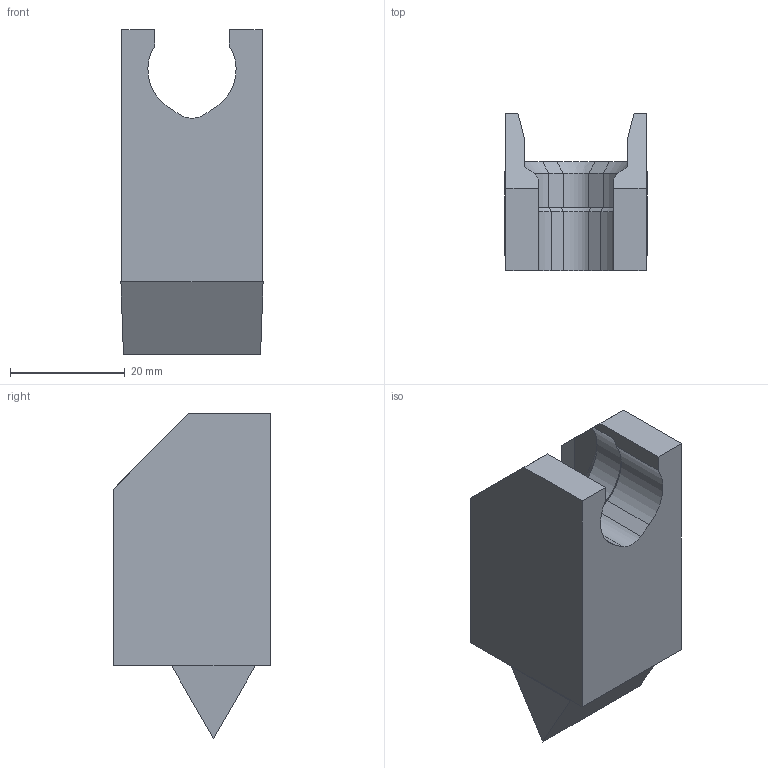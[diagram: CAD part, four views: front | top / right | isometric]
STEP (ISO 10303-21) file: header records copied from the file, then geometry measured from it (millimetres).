
FILE_DESCRIPTION(('FreeCAD Model'),'2;1');
FILE_NAME('Open CASCADE Shape Model','2023-11-21T20:08:17',(''),(''), 'Open CASCADE STEP processor 7.6','FreeCAD','Unknown');
FILE_SCHEMA(('AUTOMOTIVE_DESIGN { 1 0 10303 214 1 1 1 1 }'));
Length unit declared in the file: millimetre
Products named in the file (1): alphatrooper short dart magwell adapter upper block 2D
Bounding box: 24.8 x 27.5 x 56.64 mm (x, y, z)
Volume: 20416.3 mm3; surface area: 6511.9 mm2
Topology: 1 solids, 1 shells, 45 faces, 119 edges, 76 vertices
Faces by surface type: plane 33, cone 6, cylinder 6
Entity records: 3110 total; most frequent: CARTESIAN_POINT 666, DIRECTION 464, LINE 303, VECTOR 303, ORIENTED_EDGE 238, PCURVE 238, DEFINITIONAL_REPRESENTATION 238, EDGE_CURVE 119
